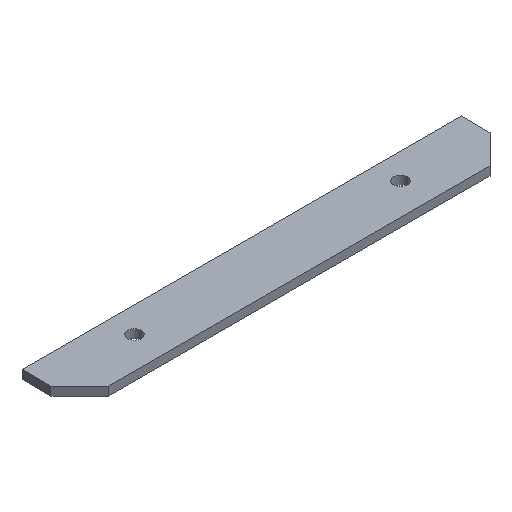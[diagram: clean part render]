
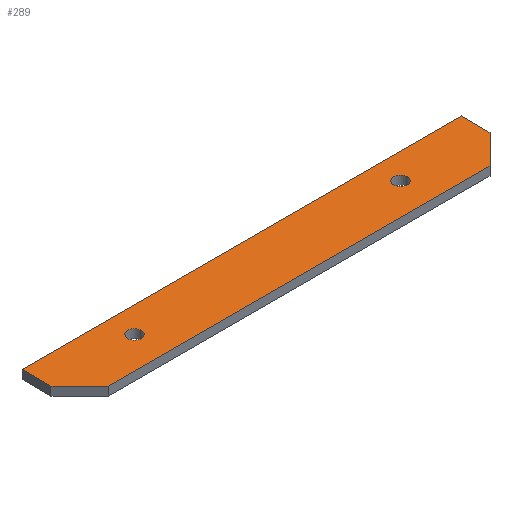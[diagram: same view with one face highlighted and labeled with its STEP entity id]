
A CAD part, isometric view. The second image highlights one B-rep face of the part: STEP entity #289.
In plain terms, the highlighted planar face has unit normal (0, 0, 1).
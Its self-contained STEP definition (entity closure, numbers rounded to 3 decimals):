
#101 = VERTEX_POINT('',#102);
#102 = CARTESIAN_POINT('',(-44.05,0.,2.));
#108 = EDGE_CURVE('',#101,#109,#111,.T.);
#109 = VERTEX_POINT('',#110);
#110 = CARTESIAN_POINT('',(44.05,0.,2.));
#111 = LINE('',#112,#113);
#112 = CARTESIAN_POINT('',(-59.1,0.,2.));
#113 = VECTOR('',#114,1.);
#114 = DIRECTION('',(1.,0.,0.));
#130 = EDGE_CURVE('',#101,#131,#133,.T.);
#131 = VERTEX_POINT('',#132);
#132 = CARTESIAN_POINT('',(-50.75,6.7,2.));
#133 = LINE('',#134,#135);
#134 = CARTESIAN_POINT('',(-36.388,-7.663,2.));
#135 = VECTOR('',#136,1.);
#136 = DIRECTION('',(-0.707,0.707,0.));
#156 = VERTEX_POINT('',#157);
#157 = CARTESIAN_POINT('',(50.75,6.7,2.));
#163 = EDGE_CURVE('',#156,#109,#164,.T.);
#164 = LINE('',#165,#166);
#165 = CARTESIAN_POINT('',(36.388,-7.663,2.));
#166 = VECTOR('',#167,1.);
#167 = DIRECTION('',(-0.707,-0.707,0.));
#178 = EDGE_CURVE('',#131,#179,#181,.T.);
#179 = VERTEX_POINT('',#180);
#180 = CARTESIAN_POINT('',(-50.75,13.4,2.));
#181 = LINE('',#182,#183);
#182 = CARTESIAN_POINT('',(-50.75,-4.093,2.));
#183 = VECTOR('',#184,1.);
#184 = DIRECTION('',(0.,1.,0.));
#202 = EDGE_CURVE('',#203,#156,#205,.T.);
#203 = VERTEX_POINT('',#204);
#204 = CARTESIAN_POINT('',(50.75,13.4,2.));
#205 = LINE('',#206,#207);
#206 = CARTESIAN_POINT('',(50.75,20.51,2.));
#207 = VECTOR('',#208,1.);
#208 = DIRECTION('',(0.,-1.,0.));
#228 = EDGE_CURVE('',#203,#179,#229,.T.);
#229 = LINE('',#230,#231);
#230 = CARTESIAN_POINT('',(59.1,13.4,2.));
#231 = VECTOR('',#232,1.);
#232 = DIRECTION('',(-1.,0.,0.));
#243 = EDGE_CURVE('',#244,#244,#246,.T.);
#244 = VERTEX_POINT('',#245);
#245 = CARTESIAN_POINT('',(-29.15,7.4,2.));
#246 = CIRCLE('',#247,1.6);
#247 = AXIS2_PLACEMENT_3D('',#248,#249,#250);
#248 = CARTESIAN_POINT('',(-30.75,7.4,2.));
#249 = DIRECTION('',(0.,0.,1.));
#250 = DIRECTION('',(1.,0.,0.));
#268 = EDGE_CURVE('',#269,#269,#271,.T.);
#269 = VERTEX_POINT('',#270);
#270 = CARTESIAN_POINT('',(32.35,7.4,2.));
#271 = CIRCLE('',#272,1.6);
#272 = AXIS2_PLACEMENT_3D('',#273,#274,#275);
#273 = CARTESIAN_POINT('',(30.75,7.4,2.));
#274 = DIRECTION('',(0.,0.,1.));
#275 = DIRECTION('',(1.,0.,0.));
#289 = ADVANCED_FACE('',(#290,#298,#301),#304,.T.);
#290 = FACE_BOUND('',#291,.T.);
#291 = EDGE_LOOP('',(#292,#293,#294,#295,#296,#297));
#292 = ORIENTED_EDGE('',*,*,#108,.T.);
#293 = ORIENTED_EDGE('',*,*,#163,.F.);
#294 = ORIENTED_EDGE('',*,*,#202,.F.);
#295 = ORIENTED_EDGE('',*,*,#228,.T.);
#296 = ORIENTED_EDGE('',*,*,#178,.F.);
#297 = ORIENTED_EDGE('',*,*,#130,.F.);
#298 = FACE_BOUND('',#299,.T.);
#299 = EDGE_LOOP('',(#300));
#300 = ORIENTED_EDGE('',*,*,#243,.F.);
#301 = FACE_BOUND('',#302,.T.);
#302 = EDGE_LOOP('',(#303));
#303 = ORIENTED_EDGE('',*,*,#268,.F.);
#304 = PLANE('',#305);
#305 = AXIS2_PLACEMENT_3D('',#306,#307,#308);
#306 = CARTESIAN_POINT('',(0.,6.7,2.));
#307 = DIRECTION('',(0.,0.,1.));
#308 = DIRECTION('',(1.,0.,0.));
